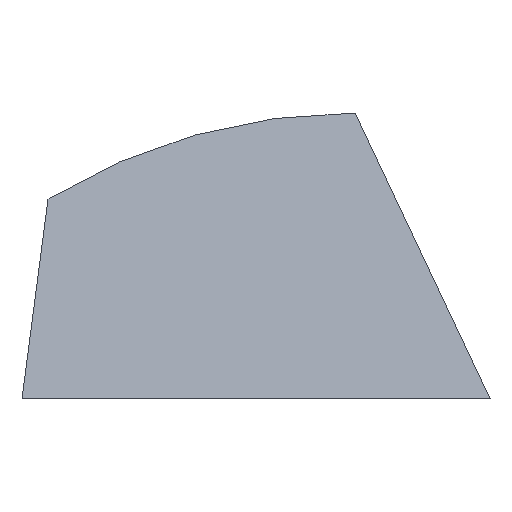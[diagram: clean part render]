
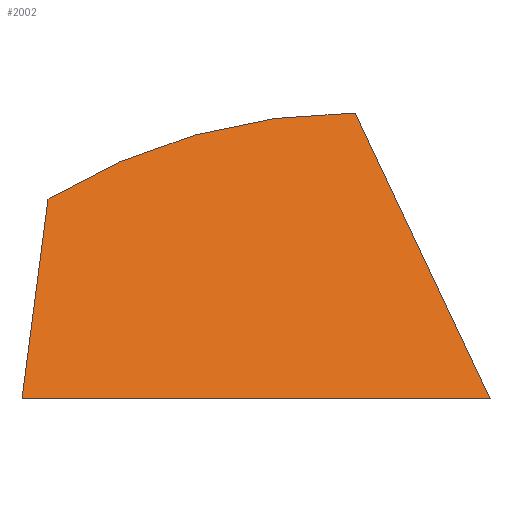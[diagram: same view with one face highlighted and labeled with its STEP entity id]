
A CAD part, left-side view. The second image highlights one B-rep face of the part: STEP entity #2002.
In plain terms, the highlighted planar face has unit normal (-0.965, 0, 0.263).
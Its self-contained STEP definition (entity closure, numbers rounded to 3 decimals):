
#36=CIRCLE('',#2098,22.076);
#104=FACE_OUTER_BOUND('',#219,.T.);
#219=EDGE_LOOP('',(#1511,#1512,#1513,#1514));
#369=LINE('',#3327,#555);
#370=LINE('',#3329,#556);
#371=LINE('',#3330,#557);
#555=VECTOR('',#2386,10.);
#556=VECTOR('',#2387,10.);
#557=VECTOR('',#2388,10.);
#798=VERTEX_POINT('',#3052);
#799=VERTEX_POINT('',#3054);
#853=VERTEX_POINT('',#3326);
#854=VERTEX_POINT('',#3328);
#1012=EDGE_CURVE('',#799,#798,#36,.T.);
#1096=EDGE_CURVE('',#853,#798,#369,.T.);
#1097=EDGE_CURVE('',#853,#854,#370,.T.);
#1098=EDGE_CURVE('',#854,#799,#371,.T.);
#1511=ORIENTED_EDGE('',*,*,#1012,.T.);
#1512=ORIENTED_EDGE('',*,*,#1096,.F.);
#1513=ORIENTED_EDGE('',*,*,#1097,.T.);
#1514=ORIENTED_EDGE('',*,*,#1098,.T.);
#1899=PLANE('',#2133);
#2002=ADVANCED_FACE('',(#104),#1899,.T.);
#2098=AXIS2_PLACEMENT_3D('',#3055,#2260,#2261);
#2133=AXIS2_PLACEMENT_3D('',#3325,#2384,#2385);
#2260=DIRECTION('center_axis',(-0.965,0.,
0.263));
#2261=DIRECTION('ref_axis',(0.263,0.,0.965));
#2384=DIRECTION('center_axis',(-0.965,0.,
0.263));
#2385=DIRECTION('ref_axis',(-0.263,0.,-0.965));
#2386=DIRECTION('',(0.261,-0.124,0.957));
#2387=DIRECTION('',(0.,-1.,0.));
#2388=DIRECTION('',(0.24,0.414,0.878));
#3052=CARTESIAN_POINT('',(2.097,48.5,18.691));
#3054=CARTESIAN_POINT('',(3.,36.682,22.));
#3055=CARTESIAN_POINT('Origin',(-2.808,36.682,0.702));
#3325=CARTESIAN_POINT('Origin',(3.,46.,22.));
#3326=CARTESIAN_POINT('',(0.,49.5,11.));
#3327=CARTESIAN_POINT('',(0.,49.5,11.));
#3328=CARTESIAN_POINT('',(0.,31.5,11.));
#3329=CARTESIAN_POINT('',(0.,49.5,11.));
#3330=CARTESIAN_POINT('',(2.975,36.638,21.908));
